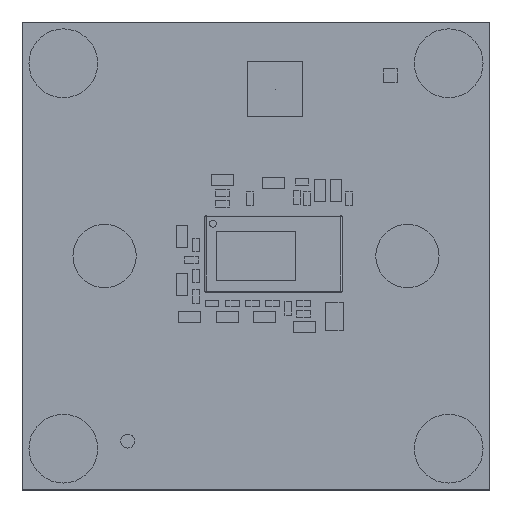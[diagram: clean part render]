
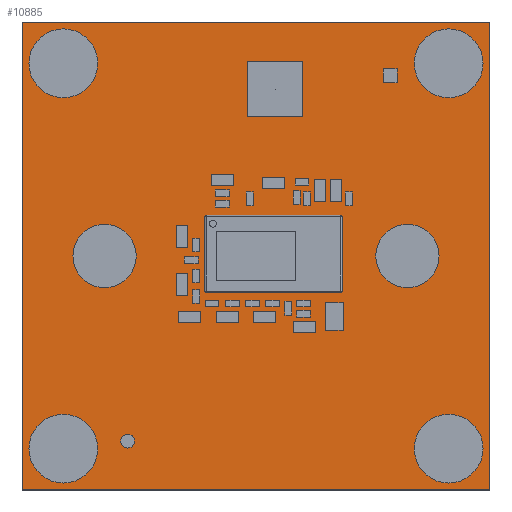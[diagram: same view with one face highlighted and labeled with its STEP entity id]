
A CAD part, top view. The second image highlights one B-rep face of the part: STEP entity #10885.
In plain terms, the highlighted planar face has unit normal (0, 0, 1).
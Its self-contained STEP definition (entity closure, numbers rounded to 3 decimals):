
#10885=ADVANCED_FACE('',(#20017,#20018,#20019,#20020,#20021,#20022,#20023),#20024,.T.);
#20017=FACE_OUTER_BOUND('',#29241,.T.);
#20018=FACE_BOUND('',#29242,.T.);
#20019=FACE_BOUND('',#29243,.T.);
#20020=FACE_BOUND('',#29244,.T.);
#20021=FACE_BOUND('',#29245,.T.);
#20022=FACE_BOUND('',#29246,.T.);
#20023=FACE_BOUND('',#29247,.T.);
#20024=PLANE('',#29248);
#29241=EDGE_LOOP('',(#46895,#46896,#46897,#46898));
#29242=EDGE_LOOP('',(#46899));
#29243=EDGE_LOOP('',(#46900));
#29244=EDGE_LOOP('',(#46901));
#29245=EDGE_LOOP('',(#46902));
#29246=EDGE_LOOP('',(#46903));
#29247=EDGE_LOOP('',(#46904));
#29248=AXIS2_PLACEMENT_3D('',#46905,#46906,#46907);
#46895=ORIENTED_EDGE('',*,*,#55306,.T.);
#46896=ORIENTED_EDGE('',*,*,#55307,.T.);
#46897=ORIENTED_EDGE('',*,*,#55308,.T.);
#46898=ORIENTED_EDGE('',*,*,#55309,.T.);
#46899=ORIENTED_EDGE('',*,*,#55304,.T.);
#46900=ORIENTED_EDGE('',*,*,#55301,.T.);
#46901=ORIENTED_EDGE('',*,*,#55298,.T.);
#46902=ORIENTED_EDGE('',*,*,#55295,.T.);
#46903=ORIENTED_EDGE('',*,*,#55292,.T.);
#46904=ORIENTED_EDGE('',*,*,#55289,.T.);
#46905=CARTESIAN_POINT('',(17.0,17.0,1.435));
#46906=DIRECTION('',(0.,0.,1.0));
#46907=DIRECTION('',(1.0,0.0,0.));
#55289=EDGE_CURVE('',#65123,#65123,#65124,.T.);
#55292=EDGE_CURVE('',#65128,#65128,#65129,.T.);
#55295=EDGE_CURVE('',#65133,#65133,#65134,.T.);
#55298=EDGE_CURVE('',#65138,#65138,#65139,.T.);
#55301=EDGE_CURVE('',#65143,#65143,#65144,.T.);
#55304=EDGE_CURVE('',#65148,#65148,#65149,.T.);
#55306=EDGE_CURVE('',#65151,#65152,#65153,.T.);
#55307=EDGE_CURVE('',#65152,#65154,#65155,.T.);
#55308=EDGE_CURVE('',#65154,#65156,#65157,.T.);
#55309=EDGE_CURVE('',#65156,#65151,#65158,.T.);
#65123=VERTEX_POINT('',#79114);
#65124=CIRCLE('',#79115,1.35);
#65128=VERTEX_POINT('',#79119);
#65129=CIRCLE('',#79120,1.35);
#65133=VERTEX_POINT('',#79124);
#65134=CIRCLE('',#79125,1.35);
#65138=VERTEX_POINT('',#79129);
#65139=CIRCLE('',#79130,1.35);
#65143=VERTEX_POINT('',#79134);
#65144=CIRCLE('',#79135,1.3);
#65148=VERTEX_POINT('',#79139);
#65149=CIRCLE('',#79140,1.3);
#65151=VERTEX_POINT('',#79142);
#65152=VERTEX_POINT('',#79143);
#65153=LINE('',#79144,#79145);
#65154=VERTEX_POINT('',#79146);
#65155=LINE('',#79147,#79148);
#65156=VERTEX_POINT('',#79149);
#65157=LINE('',#79150,#79151);
#65158=LINE('',#79152,#79153);
#79114=CARTESIAN_POINT('',(1.65,31.0,1.435));
#79115=AXIS2_PLACEMENT_3D('',#85968,#85969,#85970);
#79119=CARTESIAN_POINT('',(29.65,31.0,1.435));
#79120=AXIS2_PLACEMENT_3D('',#85974,#85975,#85976);
#79124=CARTESIAN_POINT('',(1.65,3.0,1.435));
#79125=AXIS2_PLACEMENT_3D('',#85980,#85981,#85982);
#79129=CARTESIAN_POINT('',(29.65,3.0,1.435));
#79130=AXIS2_PLACEMENT_3D('',#85986,#85987,#85988);
#79134=CARTESIAN_POINT('',(4.7,17.0,1.435));
#79135=AXIS2_PLACEMENT_3D('',#85992,#85993,#85994);
#79139=CARTESIAN_POINT('',(26.7,17.0,1.435));
#79140=AXIS2_PLACEMENT_3D('',#85998,#85999,#86000);
#79142=CARTESIAN_POINT('',(0.,0.,1.435));
#79143=CARTESIAN_POINT('',(34.0,0.,1.435));
#79144=CARTESIAN_POINT('',(17.0,0.,1.435));
#79145=VECTOR('',#86001,1.0);
#79146=CARTESIAN_POINT('',(34.0,34.0,1.435));
#79147=CARTESIAN_POINT('',(34.0,17.0,1.435));
#79148=VECTOR('',#86002,1.0);
#79149=CARTESIAN_POINT('',(0.,34.0,1.435));
#79150=CARTESIAN_POINT('',(17.0,34.0,1.435));
#79151=VECTOR('',#86003,1.0);
#79152=CARTESIAN_POINT('',(0.,17.0,1.435));
#79153=VECTOR('',#86004,1.0);
#85968=CARTESIAN_POINT('',(3.0,31.0,1.435));
#85969=DIRECTION('',(0.,0.,-1.0));
#85970=DIRECTION('',(1.0,0.,0.));
#85974=CARTESIAN_POINT('',(31.0,31.0,1.435));
#85975=DIRECTION('',(0.,0.,-1.0));
#85976=DIRECTION('',(1.0,0.,0.));
#85980=CARTESIAN_POINT('',(3.0,3.0,1.435));
#85981=DIRECTION('',(0.,0.,-1.0));
#85982=DIRECTION('',(1.0,0.,0.));
#85986=CARTESIAN_POINT('',(31.0,3.0,1.435));
#85987=DIRECTION('',(0.,0.,-1.0));
#85988=DIRECTION('',(1.0,0.,0.));
#85992=CARTESIAN_POINT('',(6.0,17.0,1.435));
#85993=DIRECTION('',(0.,0.,-1.0));
#85994=DIRECTION('',(1.0,0.,0.));
#85998=CARTESIAN_POINT('',(28.0,17.0,1.435));
#85999=DIRECTION('',(0.,0.,-1.0));
#86000=DIRECTION('',(1.0,0.,0.));
#86001=DIRECTION('',(1.0,0.0,0.0));
#86002=DIRECTION('',(0.0,1.0,0.0));
#86003=DIRECTION('',(-1.0,0.0,0.0));
#86004=DIRECTION('',(0.0,-1.0,0.0));
